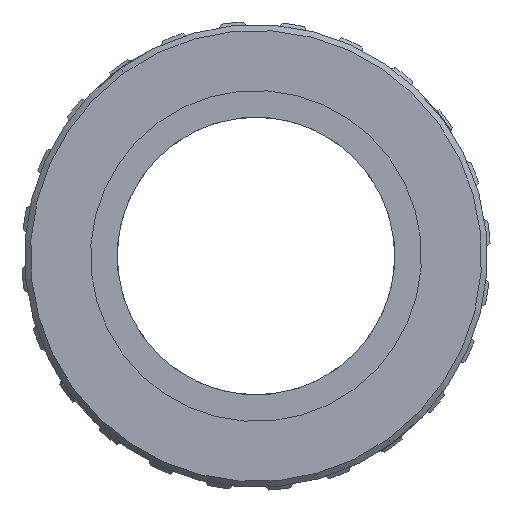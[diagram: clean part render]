
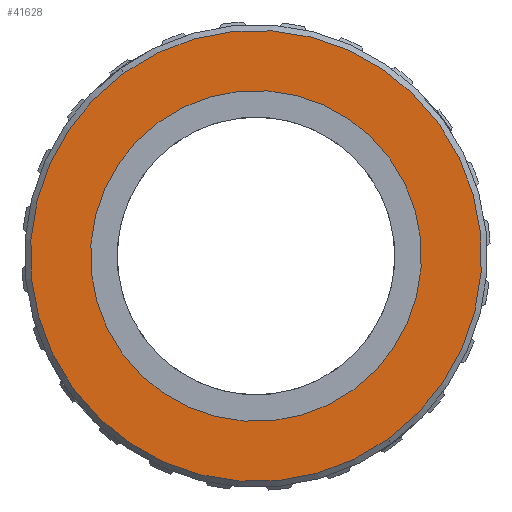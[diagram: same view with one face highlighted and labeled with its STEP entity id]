
A CAD part, front view. The second image highlights one B-rep face of the part: STEP entity #41628.
In plain terms, the highlighted planar face has unit normal (0, -1, 0).
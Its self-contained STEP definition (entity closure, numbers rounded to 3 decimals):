
#3134 = FACE_BOUND ( 'NONE', #16737, .T. ) ;
#3572 = EDGE_CURVE ( 'NONE', #48257, #74160, #103057, .T. ) ;
#6569 = CARTESIAN_POINT ( 'NONE',  ( 0., -9.8, 0. ) ) ;
#9389 = ORIENTED_EDGE ( 'NONE', *, *, #56302, .T. ) ;
#16737 = EDGE_LOOP ( 'NONE', ( #57406, #105351 ) ) ;
#20316 = CARTESIAN_POINT ( 'NONE',  ( 0., -9.8, 0. ) ) ;
#25112 = CIRCLE ( 'NONE', #63139, 19.5 ) ;
#29946 = VERTEX_POINT ( 'NONE', #39441 ) ;
#37768 = DIRECTION ( 'NONE',  ( 0., 0., 1. ) ) ;
#39441 = CARTESIAN_POINT ( 'NONE',  ( 0., -9.8, 19.5 ) ) ;
#40243 = DIRECTION ( 'NONE',  ( 0., 0., 1. ) ) ;
#40941 = CARTESIAN_POINT ( 'NONE',  ( 0., -9.8, 14. ) ) ;
#41628 = ADVANCED_FACE ( 'NONE', ( #107769, #3134 ), #69285, .F. ) ;
#41814 = CIRCLE ( 'NONE', #89047, 19.5 ) ;
#45962 = DIRECTION ( 'NONE',  ( 0., 0., 1. ) ) ;
#47681 = DIRECTION ( 'NONE',  ( 0., -1., 0. ) ) ;
#48257 = VERTEX_POINT ( 'NONE', #79249 ) ;
#52889 = DIRECTION ( 'NONE',  ( 0., 0., 1. ) ) ;
#55707 = CARTESIAN_POINT ( 'NONE',  ( 0., -9.8, 0. ) ) ;
#56302 = EDGE_CURVE ( 'NONE', #29946, #82729, #25112, .T. ) ;
#57406 = ORIENTED_EDGE ( 'NONE', *, *, #103357, .T. ) ;
#58879 = AXIS2_PLACEMENT_3D ( 'NONE', #20316, #61660, #45962 ) ;
#59606 = AXIS2_PLACEMENT_3D ( 'NONE', #6569, #99091, #40243 ) ;
#61660 = DIRECTION ( 'NONE',  ( 0., 1., 0. ) ) ;
#63139 = AXIS2_PLACEMENT_3D ( 'NONE', #55707, #47681, #37768 ) ;
#69285 = PLANE ( 'NONE',  #74677 ) ;
#70727 = CARTESIAN_POINT ( 'NONE',  ( 0., -9.8, -19.5 ) ) ;
#74160 = VERTEX_POINT ( 'NONE', #40941 ) ;
#74677 = AXIS2_PLACEMENT_3D ( 'NONE', #94534, #102927, #52889 ) ;
#79249 = CARTESIAN_POINT ( 'NONE',  ( 0., -9.8, -14. ) ) ;
#81495 = EDGE_CURVE ( 'NONE', #82729, #29946, #41814, .T. ) ;
#82729 = VERTEX_POINT ( 'NONE', #70727 ) ;
#87956 = DIRECTION ( 'NONE',  ( 0., -1., 0. ) ) ;
#89047 = AXIS2_PLACEMENT_3D ( 'NONE', #104433, #87956, #104803 ) ;
#94242 = ORIENTED_EDGE ( 'NONE', *, *, #81495, .T. ) ;
#94534 = CARTESIAN_POINT ( 'NONE',  ( 20., -9.8, 0. ) ) ;
#99091 = DIRECTION ( 'NONE',  ( 0., 1., 0. ) ) ;
#101100 = EDGE_LOOP ( 'NONE', ( #9389, #94242 ) ) ;
#102927 = DIRECTION ( 'NONE',  ( 0., 1., 0. ) ) ;
#103057 = CIRCLE ( 'NONE', #58879, 14. ) ;
#103357 = EDGE_CURVE ( 'NONE', #74160, #48257, #106739, .T. ) ;
#104433 = CARTESIAN_POINT ( 'NONE',  ( 0., -9.8, 0. ) ) ;
#104803 = DIRECTION ( 'NONE',  ( 0., 0., 1. ) ) ;
#105351 = ORIENTED_EDGE ( 'NONE', *, *, #3572, .T. ) ;
#106739 = CIRCLE ( 'NONE', #59606, 14. ) ;
#107769 = FACE_OUTER_BOUND ( 'NONE', #101100, .T. ) ;
